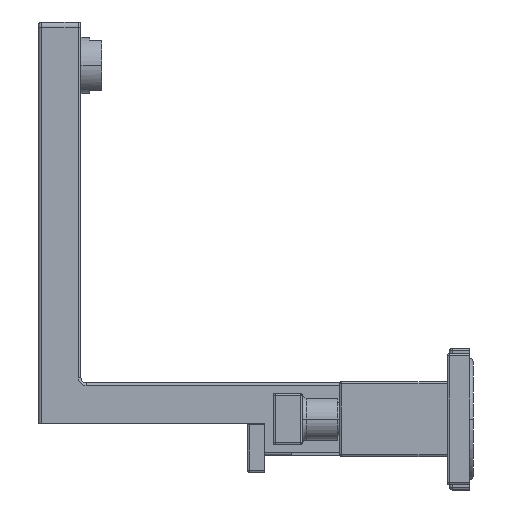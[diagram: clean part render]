
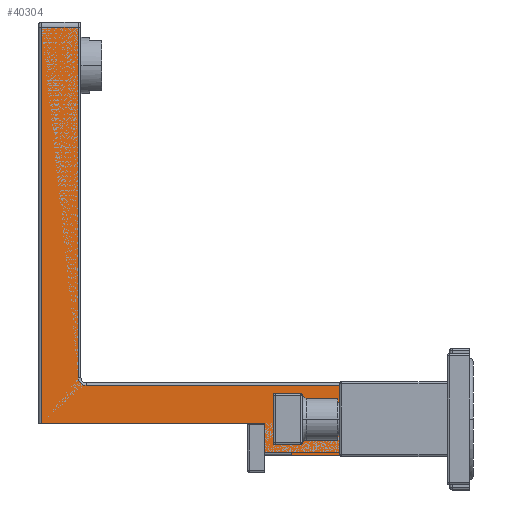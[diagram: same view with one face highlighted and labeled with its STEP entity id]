
A CAD part, left-side view. The second image highlights one B-rep face of the part: STEP entity #40304.
In plain terms, the highlighted planar face has unit normal (-1, 0, 0).
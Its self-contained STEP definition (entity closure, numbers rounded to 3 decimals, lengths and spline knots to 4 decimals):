
#37812=DIRECTION('',(0.,0.,1.));
#37813=VECTOR('',#37812,0.456);
#37814=CARTESIAN_POINT('',(-1.148,3.18,0.0018));
#37815=LINE('',#37814,#37813);
#37816=DIRECTION('',(0.,1.,0.));
#37817=VECTOR('',#37816,3.47);
#37818=CARTESIAN_POINT('',(-1.148,3.18,0.4578));
#37819=LINE('',#37818,#37817);
#37820=CARTESIAN_POINT('',(-1.148,5.956,1.1665));
#37821=DIRECTION('',(-1.,0.,0.));
#37822=DIRECTION('',(0.,1.,0.));
#37823=AXIS2_PLACEMENT_3D('',#37820,#37821,#37822);
#37825=DIRECTION('',(0.,0.,1.));
#37826=VECTOR('',#37825,1.0847);
#37827=CARTESIAN_POINT('',(-1.148,0.31,-0.0382));
#37828=LINE('',#37827,#37826);
#37929=DIRECTION('',(0.,-1.,0.));
#37930=VECTOR('',#37929,2.456);
#37931=CARTESIAN_POINT('',(-1.148,2.766,-0.0382));
#37932=LINE('',#37931,#37930);
#37973=DIRECTION('',(0.,-1.,0.));
#37974=VECTOR('',#37973,0.414);
#37975=CARTESIAN_POINT('',(-1.148,3.18,0.0018));
#37976=LINE('',#37975,#37974);
#37982=DIRECTION('',(0.,0.,1.));
#37983=VECTOR('',#37982,0.04);
#37984=CARTESIAN_POINT('',(-1.148,2.766,-0.0382));
#37985=LINE('',#37984,#37983);
#38282=DIRECTION('',(0.,0.,-1.));
#38283=VECTOR('',#38282,6.1522);
#38284=CARTESIAN_POINT('',(-1.148,6.65,6.61));
#38285=LINE('',#38284,#38283);
#38372=DIRECTION('',(0.,1.,0.));
#38373=VECTOR('',#38372,5.646);
#38374=CARTESIAN_POINT('',(-1.148,0.31,1.0465));
#38375=LINE('',#38374,#38373);
#38395=DIRECTION('',(0.,0.,1.));
#38396=VECTOR('',#38395,5.4435);
#38397=CARTESIAN_POINT('',(-1.148,6.076,1.1665));
#38398=LINE('',#38397,#38396);
#38413=DIRECTION('',(0.,1.,0.));
#38414=VECTOR('',#38413,0.574);
#38415=CARTESIAN_POINT('',(-1.148,6.076,6.61));
#38416=LINE('',#38415,#38414);
#39878=CARTESIAN_POINT('',(-1.148,0.31,-0.0382));
#39879=CARTESIAN_POINT('',(-1.148,0.31,1.0465));
#39880=VERTEX_POINT('',#39878);
#39881=VERTEX_POINT('',#39879);
#39882=CARTESIAN_POINT('',(-1.148,3.18,0.0018));
#39883=CARTESIAN_POINT('',(-1.148,2.766,0.0018));
#39884=VERTEX_POINT('',#39882);
#39885=VERTEX_POINT('',#39883);
#39886=CARTESIAN_POINT('',(-1.148,2.766,-0.0382));
#39887=VERTEX_POINT('',#39886);
#40151=CARTESIAN_POINT('',(-1.148,3.18,0.4578));
#40153=VERTEX_POINT('',#40151);
#40156=CARTESIAN_POINT('',(-1.148,6.65,0.4578));
#40158=VERTEX_POINT('',#40156);
#40183=CARTESIAN_POINT('',(-1.148,6.65,6.61));
#40184=VERTEX_POINT('',#40183);
#40203=CARTESIAN_POINT('',(-1.148,6.076,1.1665));
#40205=VERTEX_POINT('',#40203);
#40209=CARTESIAN_POINT('',(-1.148,5.956,1.0465));
#40210=VERTEX_POINT('',#40209);
#40253=CARTESIAN_POINT('',(-1.148,6.076,6.61));
#40254=VERTEX_POINT('',#40253);
#40275=CARTESIAN_POINT('',(-1.148,3.48,3.2859));
#40276=DIRECTION('',(1.,0.,0.));
#40277=DIRECTION('',(0.,0.,-1.));
#40278=AXIS2_PLACEMENT_3D('',#40275,#40276,#40277);
#40279=PLANE('',#40278);
#40281=ORIENTED_EDGE('',*,*,#40280,.F.);
#40283=ORIENTED_EDGE('',*,*,#40282,.F.);
#40285=ORIENTED_EDGE('',*,*,#40284,.T.);
#40287=ORIENTED_EDGE('',*,*,#40286,.F.);
#40289=ORIENTED_EDGE('',*,*,#40288,.T.);
#40291=ORIENTED_EDGE('',*,*,#40290,.T.);
#40293=ORIENTED_EDGE('',*,*,#40292,.F.);
#40295=ORIENTED_EDGE('',*,*,#40294,.F.);
#40297=ORIENTED_EDGE('',*,*,#40296,.F.);
#40299=ORIENTED_EDGE('',*,*,#40298,.T.);
#40301=ORIENTED_EDGE('',*,*,#40300,.F.);
#40302=EDGE_LOOP('',(#40281,#40283,#40285,#40287,#40289,#40291,#40293,#40295,
#40297,#40299,#40301));
#40303=FACE_OUTER_BOUND('',#40302,.F.);
#40304=ADVANCED_FACE('',(#40303),#40279,.F.);
#37824=CIRCLE('',#37823,0.12);
#40280=EDGE_CURVE('',#39880,#39881,#37828,.T.);
#40282=EDGE_CURVE('',#39887,#39880,#37932,.T.);
#40284=EDGE_CURVE('',#39887,#39885,#37985,.T.);
#40286=EDGE_CURVE('',#39884,#39885,#37976,.T.);
#40288=EDGE_CURVE('',#39884,#40153,#37815,.T.);
#40290=EDGE_CURVE('',#40153,#40158,#37819,.T.);
#40292=EDGE_CURVE('',#40184,#40158,#38285,.T.);
#40294=EDGE_CURVE('',#40254,#40184,#38416,.T.);
#40296=EDGE_CURVE('',#40205,#40254,#38398,.T.);
#40298=EDGE_CURVE('',#40205,#40210,#37824,.T.);
#40300=EDGE_CURVE('',#39881,#40210,#38375,.T.);
